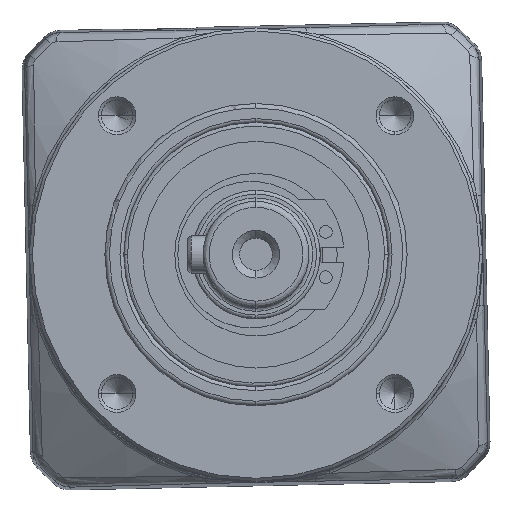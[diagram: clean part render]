
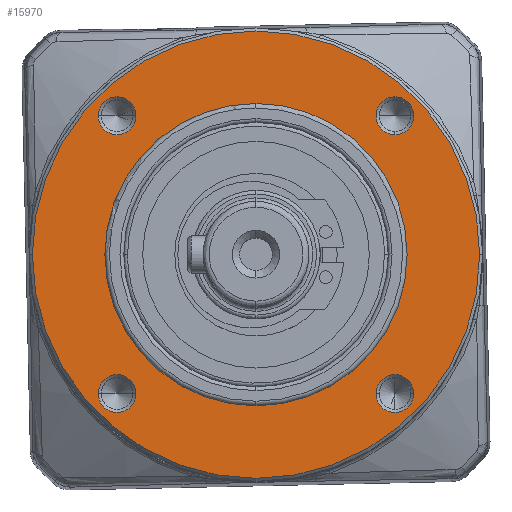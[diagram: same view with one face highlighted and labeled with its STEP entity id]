
A CAD part, top view. The second image highlights one B-rep face of the part: STEP entity #15970.
In plain terms, the highlighted planar face has unit normal (0, 0, 1).
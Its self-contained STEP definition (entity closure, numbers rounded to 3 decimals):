
#61 = CIRCLE ( 'NONE', #13003, 2.5 ) ;
#670 = VERTEX_POINT ( 'NONE', #12227 ) ;
#1117 = EDGE_CURVE ( 'NONE', #25968, #7193, #18282, .T. ) ;
#1135 = CARTESIAN_POINT ( 'NONE',  ( -18.385, 18.385, 25.5 ) ) ;
#1271 = CARTESIAN_POINT ( 'NONE',  ( 20.885, -18.385, 25.5 ) ) ;
#1528 = AXIS2_PLACEMENT_3D ( 'NONE', #8692, #8688, #8655 ) ;
#1561 = VERTEX_POINT ( 'NONE', #1271 ) ;
#1605 = FACE_BOUND ( 'NONE', #8359, .T. ) ;
#1854 = AXIS2_PLACEMENT_3D ( 'NONE', #20873, #20867, #20832 ) ;
#2414 = ORIENTED_EDGE ( 'NONE', *, *, #12777, .T. ) ;
#3021 = CIRCLE ( 'NONE', #17199, 20. ) ;
#3089 = EDGE_CURVE ( 'NONE', #6487, #1561, #25677, .T. ) ;
#3276 = DIRECTION ( 'NONE',  ( 1., 0., 0. ) ) ;
#3279 = CARTESIAN_POINT ( 'NONE',  ( 29.6, 0., 25.5 ) ) ;
#4019 = FACE_OUTER_BOUND ( 'NONE', #10337, .T. ) ;
#4092 = CIRCLE ( 'NONE', #7523, 2.5 ) ;
#4370 = EDGE_CURVE ( 'NONE', #1561, #6487, #4092, .T. ) ;
#4388 = AXIS2_PLACEMENT_3D ( 'NONE', #1135, #16150, #3276 ) ;
#4491 = ORIENTED_EDGE ( 'NONE', *, *, #4370, .T. ) ;
#4813 = FACE_BOUND ( 'NONE', #8203, .T. ) ;
#4895 = VERTEX_POINT ( 'NONE', #10402 ) ;
#4993 = ORIENTED_EDGE ( 'NONE', *, *, #22808, .T. ) ;
#5334 = CARTESIAN_POINT ( 'NONE',  ( -15.885, -18.385, 25.5 ) ) ;
#5353 = ORIENTED_EDGE ( 'NONE', *, *, #14040, .T. ) ;
#5584 = DIRECTION ( 'NONE',  ( 0., 0., -1. ) ) ;
#6267 = CARTESIAN_POINT ( 'NONE',  ( -20., 0., 25.5 ) ) ;
#6487 = VERTEX_POINT ( 'NONE', #26440 ) ;
#6795 = ORIENTED_EDGE ( 'NONE', *, *, #3089, .T. ) ;
#7168 = DIRECTION ( 'NONE',  ( 1., 0., 0. ) ) ;
#7193 = VERTEX_POINT ( 'NONE', #15694 ) ;
#7222 = DIRECTION ( 'NONE',  ( 0., 0., -1. ) ) ;
#7246 = CARTESIAN_POINT ( 'NONE',  ( -18.385, -18.385, 25.5 ) ) ;
#7273 = DIRECTION ( 'NONE',  ( -1., 0., 0. ) ) ;
#7297 = DIRECTION ( 'NONE',  ( 0., 0., -1. ) ) ;
#7300 = EDGE_LOOP ( 'NONE', ( #10369, #19445 ) ) ;
#7302 = CARTESIAN_POINT ( 'NONE',  ( 0., 0., 25.5 ) ) ;
#7523 = AXIS2_PLACEMENT_3D ( 'NONE', #18530, #18500, #18497 ) ;
#7627 = DIRECTION ( 'NONE',  ( 1., 0., 0. ) ) ;
#7647 = DIRECTION ( 'NONE',  ( 0., 0., -1. ) ) ;
#7684 = CARTESIAN_POINT ( 'NONE',  ( 18.385, -18.385, 25.5 ) ) ;
#7806 = EDGE_LOOP ( 'NONE', ( #4491, #6795 ) ) ;
#8009 = VERTEX_POINT ( 'NONE', #3279 ) ;
#8203 = EDGE_LOOP ( 'NONE', ( #14876, #2414 ) ) ;
#8359 = EDGE_LOOP ( 'NONE', ( #5353, #14497 ) ) ;
#8655 = DIRECTION ( 'NONE',  ( -1., 0., 0. ) ) ;
#8688 = DIRECTION ( 'NONE',  ( 0., 0., -1. ) ) ;
#8692 = CARTESIAN_POINT ( 'NONE',  ( 0., 0., 25.5 ) ) ;
#8984 = VERTEX_POINT ( 'NONE', #9369 ) ;
#9018 = CIRCLE ( 'NONE', #1528, 29.6 ) ;
#9179 = AXIS2_PLACEMENT_3D ( 'NONE', #13494, #13223, #13193 ) ;
#9196 = VERTEX_POINT ( 'NONE', #5334 ) ;
#9369 = CARTESIAN_POINT ( 'NONE',  ( -20.885, -18.385, 25.5 ) ) ;
#9667 = AXIS2_PLACEMENT_3D ( 'NONE', #27390, #27334, #27307 ) ;
#10337 = EDGE_LOOP ( 'NONE', ( #21835, #22588 ) ) ;
#10369 = ORIENTED_EDGE ( 'NONE', *, *, #1117, .T. ) ;
#10402 = CARTESIAN_POINT ( 'NONE',  ( -15.885, 18.385, 25.5 ) ) ;
#10616 = EDGE_LOOP ( 'NONE', ( #22331, #4993 ) ) ;
#10792 = VERTEX_POINT ( 'NONE', #10995 ) ;
#10995 = CARTESIAN_POINT ( 'NONE',  ( -29.6, 0., 25.5 ) ) ;
#11752 = CIRCLE ( 'NONE', #1854, 2.5 ) ;
#12227 = CARTESIAN_POINT ( 'NONE',  ( -20.885, 18.385, 25.5 ) ) ;
#12777 = EDGE_CURVE ( 'NONE', #8984, #9196, #16685, .T. ) ;
#13003 = AXIS2_PLACEMENT_3D ( 'NONE', #7246, #7222, #7168 ) ;
#13193 = DIRECTION ( 'NONE',  ( 1., 0., 0. ) ) ;
#13223 = DIRECTION ( 'NONE',  ( 0., 0., 1. ) ) ;
#13247 = PLANE ( 'NONE',  #9179 ) ;
#13494 = CARTESIAN_POINT ( 'NONE',  ( 0., 0., 25.5 ) ) ;
#14040 = EDGE_CURVE ( 'NONE', #14332, #14045, #14308, .T. ) ;
#14045 = VERTEX_POINT ( 'NONE', #21879 ) ;
#14065 = DIRECTION ( 'NONE',  ( 0., -1., 0. ) ) ;
#14068 = DIRECTION ( 'NONE',  ( 0., 0., -1. ) ) ;
#14092 = CARTESIAN_POINT ( 'NONE',  ( 18.385, 18.385, 25.5 ) ) ;
#14156 = EDGE_CURVE ( 'NONE', #4895, #670, #11752, .T. ) ;
#14308 = CIRCLE ( 'NONE', #18190, 2.5 ) ;
#14332 = VERTEX_POINT ( 'NONE', #18581 ) ;
#14497 = ORIENTED_EDGE ( 'NONE', *, *, #15877, .T. ) ;
#14745 = CIRCLE ( 'NONE', #4388, 2.5 ) ;
#14876 = ORIENTED_EDGE ( 'NONE', *, *, #16421, .T. ) ;
#15694 = CARTESIAN_POINT ( 'NONE',  ( 20., 0., 25.5 ) ) ;
#15877 = EDGE_CURVE ( 'NONE', #14045, #14332, #20001, .T. ) ;
#15970 = ADVANCED_FACE ( 'NONE', ( #27431, #4813, #21420, #1605, #4019, #23076 ), #13247, .T. ) ;
#16150 = DIRECTION ( 'NONE',  ( 0., 0., -1. ) ) ;
#16284 = EDGE_CURVE ( 'NONE', #8009, #10792, #9018, .T. ) ;
#16421 = EDGE_CURVE ( 'NONE', #9196, #8984, #61, .T. ) ;
#16685 = CIRCLE ( 'NONE', #9667, 2.5 ) ;
#17199 = AXIS2_PLACEMENT_3D ( 'NONE', #21991, #21962, #21931 ) ;
#18190 = AXIS2_PLACEMENT_3D ( 'NONE', #21760, #21702, #21693 ) ;
#18282 = CIRCLE ( 'NONE', #21392, 20. ) ;
#18419 = CARTESIAN_POINT ( 'NONE',  ( 0., 0., 25.5 ) ) ;
#18497 = DIRECTION ( 'NONE',  ( 1., 0., 0. ) ) ;
#18500 = DIRECTION ( 'NONE',  ( 0., 0., -1. ) ) ;
#18530 = CARTESIAN_POINT ( 'NONE',  ( 18.385, -18.385, 25.5 ) ) ;
#18581 = CARTESIAN_POINT ( 'NONE',  ( 18.385, 15.885, 25.5 ) ) ;
#19445 = ORIENTED_EDGE ( 'NONE', *, *, #20206, .T. ) ;
#19896 = AXIS2_PLACEMENT_3D ( 'NONE', #14092, #14068, #14065 ) ;
#20001 = CIRCLE ( 'NONE', #19896, 2.5 ) ;
#20206 = EDGE_CURVE ( 'NONE', #7193, #25968, #3021, .T. ) ;
#20619 = DIRECTION ( 'NONE',  ( -1., 0., 0. ) ) ;
#20630 = CIRCLE ( 'NONE', #23679, 29.6 ) ;
#20832 = DIRECTION ( 'NONE',  ( 1., 0., 0. ) ) ;
#20867 = DIRECTION ( 'NONE',  ( 0., 0., -1. ) ) ;
#20873 = CARTESIAN_POINT ( 'NONE',  ( -18.385, 18.385, 25.5 ) ) ;
#21392 = AXIS2_PLACEMENT_3D ( 'NONE', #7302, #7297, #7273 ) ;
#21420 = FACE_BOUND ( 'NONE', #10616, .T. ) ;
#21693 = DIRECTION ( 'NONE',  ( 0., -1., 0. ) ) ;
#21702 = DIRECTION ( 'NONE',  ( 0., 0., -1. ) ) ;
#21760 = CARTESIAN_POINT ( 'NONE',  ( 18.385, 18.385, 25.5 ) ) ;
#21835 = ORIENTED_EDGE ( 'NONE', *, *, #24367, .F. ) ;
#21879 = CARTESIAN_POINT ( 'NONE',  ( 18.385, 20.885, 25.5 ) ) ;
#21931 = DIRECTION ( 'NONE',  ( -1., 0., 0. ) ) ;
#21962 = DIRECTION ( 'NONE',  ( 0., 0., -1. ) ) ;
#21991 = CARTESIAN_POINT ( 'NONE',  ( 0., 0., 25.5 ) ) ;
#22331 = ORIENTED_EDGE ( 'NONE', *, *, #14156, .T. ) ;
#22588 = ORIENTED_EDGE ( 'NONE', *, *, #16284, .F. ) ;
#22808 = EDGE_CURVE ( 'NONE', #670, #4895, #14745, .T. ) ;
#23076 = FACE_BOUND ( 'NONE', #7300, .T. ) ;
#23679 = AXIS2_PLACEMENT_3D ( 'NONE', #18419, #5584, #20619 ) ;
#24367 = EDGE_CURVE ( 'NONE', #10792, #8009, #20630, .T. ) ;
#25677 = CIRCLE ( 'NONE', #26508, 2.5 ) ;
#25968 = VERTEX_POINT ( 'NONE', #6267 ) ;
#26440 = CARTESIAN_POINT ( 'NONE',  ( 15.885, -18.385, 25.5 ) ) ;
#26508 = AXIS2_PLACEMENT_3D ( 'NONE', #7684, #7647, #7627 ) ;
#27307 = DIRECTION ( 'NONE',  ( 1., 0., 0. ) ) ;
#27334 = DIRECTION ( 'NONE',  ( 0., 0., -1. ) ) ;
#27390 = CARTESIAN_POINT ( 'NONE',  ( -18.385, -18.385, 25.5 ) ) ;
#27431 = FACE_BOUND ( 'NONE', #7806, .T. ) ;
